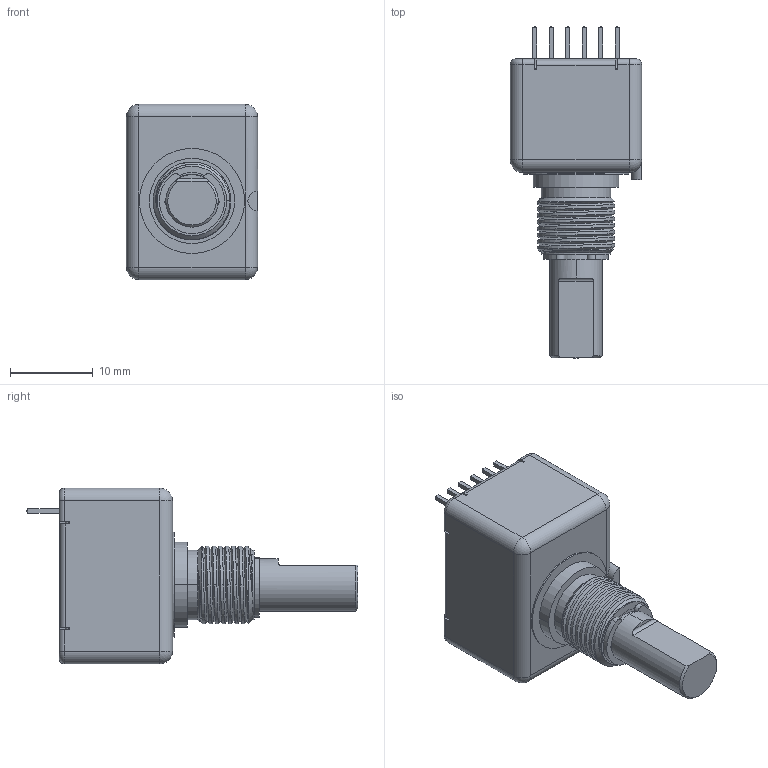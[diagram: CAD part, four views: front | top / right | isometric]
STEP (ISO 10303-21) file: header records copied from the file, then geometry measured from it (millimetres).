
FILE_DESCRIPTION((''),'2;1');
FILE_NAME('EMS22A50C28LS6','2011-10-28T',('RICKB'),('Bourns, Inc.'),'PRO/ENGINEER BY PARAMETRIC TECHNOLOGY CORPORATION, 2010100','PRO/ENGINEER BY PARAMETRIC TECHNOLOGY CORPORATION, 2010100','');
FILE_SCHEMA(('CONFIG_CONTROL_DESIGN'));
Length unit declared in the file: inch
Products named in the file (1): EMS22A50C28LS6
Bounding box: 15.88 x 40.11 x 21.21 mm (x, y, z)
Volume: 5479.8 mm3; surface area: 3092.5 mm2
Topology: 1 solids, 1 shells, 618 faces, 1693 edges, 1103 vertices
Faces by surface type: plane 474, cylinder 121, cone 9, bspline 6, torus 4, sphere 4
Entity records: 21196 total; most frequent: CARTESIAN_POINT 5370, ORIENTED_EDGE 3386, DIRECTION 3108, EDGE_CURVE 1693, VECTOR 1386, LINE 1386, VERTEX_POINT 1103, AXIS2_PLACEMENT_3D 861
